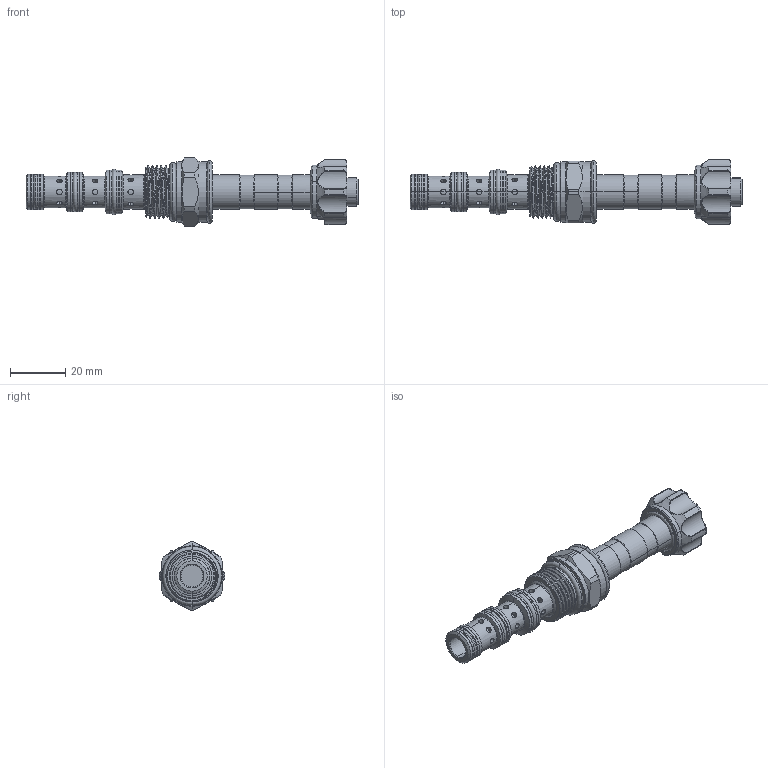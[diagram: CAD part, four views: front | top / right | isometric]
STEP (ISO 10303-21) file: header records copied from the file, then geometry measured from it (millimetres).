
FILE_DESCRIPTION (( 'STEP AP203' ), '1' );
FILE_NAME ('ES08W4A12M04.STEP', '2020-04-16T05:40:03', ( '' ), ( '' ), 'SwSTEP 2.0', 'SolidWorks 2018', '' );
FILE_SCHEMA (( 'CONFIG_CONTROL_DESIGN' ));
Length unit declared in the file: millimetre
Products named in the file (1): ES08W4A12M04
Bounding box: 120.15 x 23.79 x 24.65 mm (x, y, z)
Volume: 22365.6 mm3; surface area: 10448.1 mm2
Topology: 6 solids, 8 shells, 400 faces, 906 edges, 553 vertices
Faces by surface type: cylinder 207, torus 73, cone 43, plane 40, bspline 37
Entity records: 15410 total; most frequent: CARTESIAN_POINT 6718, ORIENTED_EDGE 1808, DIRECTION 1779, EDGE_CURVE 904, AXIS2_PLACEMENT_3D 770, VERTEX_POINT 553, EDGE_LOOP 449, CIRCLE 406
